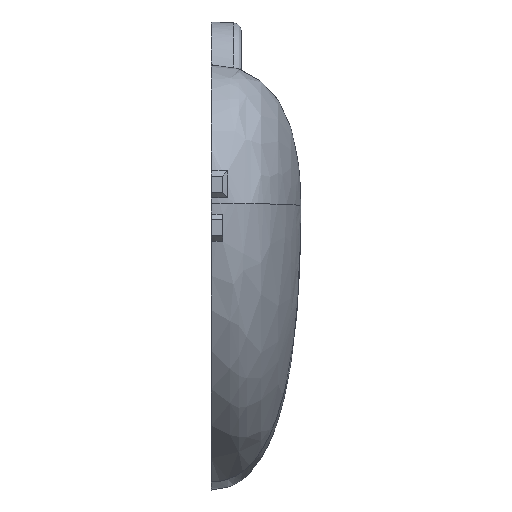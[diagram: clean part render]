
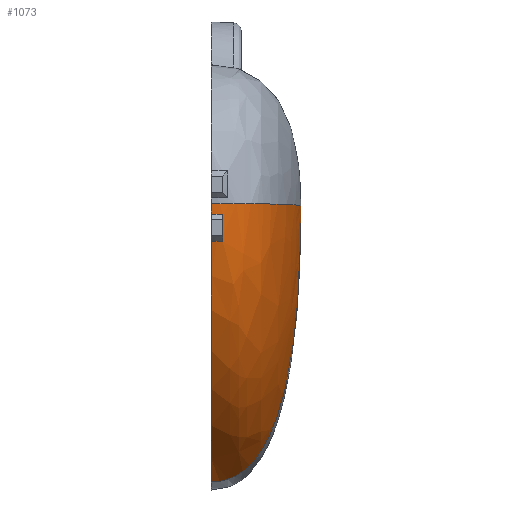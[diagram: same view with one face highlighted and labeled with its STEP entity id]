
A CAD part, front view. The second image highlights one B-rep face of the part: STEP entity #1073.
In plain terms, the highlighted free-form (B-spline) face has degree [3, 3] with [11, 4] control points.
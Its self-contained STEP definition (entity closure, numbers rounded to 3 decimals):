
#952 = VERTEX_POINT('',#953);
#953 = CARTESIAN_POINT('',(0.408,-136.031,4.48)
  );
#963 = EDGE_CURVE('',#952,#964,#966,.T.);
#964 = VERTEX_POINT('',#965);
#965 = CARTESIAN_POINT('',(-1.44,-136.215,
    4.48));
#966 = B_SPLINE_CURVE_WITH_KNOTS('',3,(#967,#968,#969,#970),
  .UNSPECIFIED.,.F.,.F.,(4,4),(0.053,0.131),
  .PIECEWISE_BEZIER_KNOTS.);
#967 = CARTESIAN_POINT('',(0.408,-136.031,4.48)
  );
#968 = CARTESIAN_POINT('',(-0.197,-136.156,
    4.48));
#969 = CARTESIAN_POINT('',(-0.814,-136.215,
    4.48));
#970 = CARTESIAN_POINT('',(-1.44,-136.215,
    4.48));
#1010 = EDGE_CURVE('',#1011,#1013,#1015,.T.);
#1011 = VERTEX_POINT('',#1012);
#1012 = CARTESIAN_POINT('',(0.408,-135.468,
    0.983));
#1013 = VERTEX_POINT('',#1014);
#1014 = CARTESIAN_POINT('',(0.408,-135.915,3.623
    ));
#1015 = B_SPLINE_CURVE_WITH_KNOTS('',3,(#1016,#1017,#1018,#1019),
  .UNSPECIFIED.,.F.,.F.,(4,4),(0.051,0.163),
  .PIECEWISE_BEZIER_KNOTS.);
#1016 = CARTESIAN_POINT('',(0.408,-135.468,
    0.983));
#1017 = CARTESIAN_POINT('',(0.408,-135.639,
    1.859));
#1018 = CARTESIAN_POINT('',(0.408,-135.789,
    2.74));
#1019 = CARTESIAN_POINT('',(0.408,-135.915,3.623
    ));
#1021 = EDGE_CURVE('',#952,#1013,#1022,.T.);
#1022 = B_SPLINE_CURVE_WITH_KNOTS('',3,(#1023,#1024,#1025,#1026),
  .UNSPECIFIED.,.F.,.F.,(4,4),(-0.332,-0.296),
  .PIECEWISE_BEZIER_KNOTS.);
#1023 = CARTESIAN_POINT('',(0.408,-136.03,
    4.48));
#1024 = CARTESIAN_POINT('',(0.408,-135.994,
    4.196));
#1025 = CARTESIAN_POINT('',(0.408,-135.955,
    3.911));
#1026 = CARTESIAN_POINT('',(0.408,-135.913,
    3.623));
#1051 = VERTEX_POINT('',#1052);
#1052 = CARTESIAN_POINT('',(0.408,-135.295,
    0.136));
#1062 = EDGE_CURVE('',#1011,#1051,#1063,.T.);
#1063 = B_SPLINE_CURVE_WITH_KNOTS('',3,(#1064,#1065,#1066,#1067),
  .UNSPECIFIED.,.F.,.F.,(4,4),(-0.383,-0.347),
  .PIECEWISE_BEZIER_KNOTS.);
#1064 = CARTESIAN_POINT('',(0.408,-135.464,
    0.983));
#1065 = CARTESIAN_POINT('',(0.408,-135.408,
    0.702));
#1066 = CARTESIAN_POINT('',(0.408,-135.351,
    0.419));
#1067 = CARTESIAN_POINT('',(0.408,-135.29,
    0.136));
#1073 = ADVANCED_FACE('',(#1074),#1121,.F.);
#1074 = FACE_BOUND('',#1075,.F.);
#1075 = EDGE_LOOP('',(#1076,#1084,#1093,#1102,#1110,#1117,#1118,#1119,
    #1120));
#1076 = ORIENTED_EDGE('',*,*,#1077,.T.);
#1077 = EDGE_CURVE('',#964,#1078,#1080,.T.);
#1078 = VERTEX_POINT('',#1079);
#1079 = CARTESIAN_POINT('',(-1.44,-136.403,
    6.181));
#1080 = ( BOUNDED_CURVE() B_SPLINE_CURVE(2,(#1081,#1082,#1083),
.UNSPECIFIED.,.F.,.F.) B_SPLINE_CURVE_WITH_KNOTS((3,3),(1.096,
1.129),.PIECEWISE_BEZIER_KNOTS.) CURVE() 
GEOMETRIC_REPRESENTATION_ITEM() RATIONAL_B_SPLINE_CURVE((1.,
1.,1.)) REPRESENTATION_ITEM('') );
#1081 = CARTESIAN_POINT('',(-1.44,-136.215,
    4.48));
#1082 = CARTESIAN_POINT('',(-1.44,-136.323,
    5.329));
#1083 = CARTESIAN_POINT('',(-1.44,-136.403,
    6.181));
#1084 = ORIENTED_EDGE('',*,*,#1085,.T.);
#1085 = EDGE_CURVE('',#1078,#1086,#1088,.T.);
#1086 = VERTEX_POINT('',#1087);
#1087 = CARTESIAN_POINT('',(12.959,-94.493,
    5.783));
#1088 = B_SPLINE_CURVE_WITH_KNOTS('',3,(#1089,#1090,#1091,#1092),
  .UNSPECIFIED.,.F.,.F.,(4,4),(0.,1.),.PIECEWISE_BEZIER_KNOTS.);
#1089 = CARTESIAN_POINT('',(-1.44,-136.403,
    6.181));
#1090 = CARTESIAN_POINT('',(8.16,-136.403,
    6.181));
#1091 = CARTESIAN_POINT('',(12.959,-122.433,
    6.048));
#1092 = CARTESIAN_POINT('',(12.959,-94.493,
    5.783));
#1093 = ORIENTED_EDGE('',*,*,#1094,.F.);
#1094 = EDGE_CURVE('',#1095,#1086,#1097,.T.);
#1095 = VERTEX_POINT('',#1096);
#1096 = CARTESIAN_POINT('',(-1.44,-101.872,
    -38.515));
#1097 = B_SPLINE_CURVE_WITH_KNOTS('',3,(#1098,#1099,#1100,#1101),
  .UNSPECIFIED.,.F.,.F.,(4,4),(0.,1.),.PIECEWISE_BEZIER_KNOTS.);
#1098 = CARTESIAN_POINT('',(-1.44,-101.872,
    -38.515));
#1099 = CARTESIAN_POINT('',(8.16,-101.872,
    -38.515));
#1100 = CARTESIAN_POINT('',(12.959,-99.412,
    -23.749));
#1101 = CARTESIAN_POINT('',(12.959,-94.493,
    5.783));
#1102 = ORIENTED_EDGE('',*,*,#1103,.T.);
#1103 = EDGE_CURVE('',#1095,#1104,#1106,.T.);
#1104 = VERTEX_POINT('',#1105);
#1105 = CARTESIAN_POINT('',(-1.44,-135.481,
    0.137));
#1106 = ( BOUNDED_CURVE() B_SPLINE_CURVE(2,(#1107,#1108,#1109),
.UNSPECIFIED.,.F.,.F.) B_SPLINE_CURVE_WITH_KNOTS((3,3),(0.,
1.013),.PIECEWISE_BEZIER_KNOTS.) CURVE() 
GEOMETRIC_REPRESENTATION_ITEM() RATIONAL_B_SPLINE_CURVE((1.,
0.874,1.)) REPRESENTATION_ITEM('') );
#1107 = CARTESIAN_POINT('',(-1.44,-101.872,
    -38.515));
#1108 = CARTESIAN_POINT('',(-1.44,-129.396,
    -28.51));
#1109 = CARTESIAN_POINT('',(-1.44,-135.481,
    0.137));
#1110 = ORIENTED_EDGE('',*,*,#1111,.T.);
#1111 = EDGE_CURVE('',#1104,#1051,#1112,.T.);
#1112 = B_SPLINE_CURVE_WITH_KNOTS('',3,(#1113,#1114,#1115,#1116),
  .UNSPECIFIED.,.F.,.F.,(4,4),(0.,0.08),
  .PIECEWISE_BEZIER_KNOTS.);
#1113 = CARTESIAN_POINT('',(-1.44,-135.481,
    0.137));
#1114 = CARTESIAN_POINT('',(-0.813,-135.481,
    0.137));
#1115 = CARTESIAN_POINT('',(-0.196,-135.421,
    0.137));
#1116 = CARTESIAN_POINT('',(0.408,-135.295,
    0.136));
#1117 = ORIENTED_EDGE('',*,*,#1062,.F.);
#1118 = ORIENTED_EDGE('',*,*,#1010,.T.);
#1119 = ORIENTED_EDGE('',*,*,#1021,.F.);
#1120 = ORIENTED_EDGE('',*,*,#963,.T.);
#1121 = B_SPLINE_SURFACE_WITH_KNOTS('',3,3,(
    (#1122,#1123,#1124,#1125)
    ,(#1126,#1127,#1128,#1129)
    ,(#1130,#1131,#1132,#1133)
    ,(#1134,#1135,#1136,#1137)
    ,(#1138,#1139,#1140,#1141)
    ,(#1142,#1143,#1144,#1145)
    ,(#1146,#1147,#1148,#1149)
    ,(#1150,#1151,#1152,#1153)
    ,(#1154,#1155,#1156,#1157)
    ,(#1158,#1159,#1160,#1161)
    ,(#1162,#1163,#1164,#1165
    )),.UNSPECIFIED.,.F.,.F.,.F.,(4,1,1,1,1,1,1,1,4),(4,4),(0.,
    0.167,0.25,0.417,0.5,0.583,0.75,
    0.833,1.),(0.,1.),.UNSPECIFIED.);
#1122 = CARTESIAN_POINT('',(-1.44,-101.872,
    -38.515));
#1123 = CARTESIAN_POINT('',(8.16,-101.872,
    -38.515));
#1124 = CARTESIAN_POINT('',(12.959,-99.412,
    -23.749));
#1125 = CARTESIAN_POINT('',(12.959,-94.493,
    5.783));
#1126 = CARTESIAN_POINT('',(-1.44,-102.658,
    -38.23));
#1127 = CARTESIAN_POINT('',(8.16,-102.658,
    -38.23));
#1128 = CARTESIAN_POINT('',(12.959,-99.934,
    -23.557));
#1129 = CARTESIAN_POINT('',(12.959,-94.493,
    5.783));
#1130 = CARTESIAN_POINT('',(-1.44,-105.005,
    -37.362));
#1131 = CARTESIAN_POINT('',(8.16,-105.005,
    -37.362));
#1132 = CARTESIAN_POINT('',(12.959,-101.502,
    -22.98));
#1133 = CARTESIAN_POINT('',(12.959,-94.493,
    5.783));
#1134 = CARTESIAN_POINT('',(-1.44,-110.795,
    -34.445));
#1135 = CARTESIAN_POINT('',(8.16,-110.795,
    -34.445));
#1136 = CARTESIAN_POINT('',(12.959,-105.361,
    -21.035));
#1137 = CARTESIAN_POINT('',(12.959,-94.493,
    5.783));
#1138 = CARTESIAN_POINT('',(-1.44,-116.442,
    -30.717));
#1139 = CARTESIAN_POINT('',(8.16,-116.442,
    -30.717));
#1140 = CARTESIAN_POINT('',(12.959,-109.127,
    -18.552));
#1141 = CARTESIAN_POINT('',(12.959,-94.493,
    5.783));
#1142 = CARTESIAN_POINT('',(-1.44,-122.05,
    -25.479));
#1143 = CARTESIAN_POINT('',(8.16,-122.05,
    -25.479));
#1144 = CARTESIAN_POINT('',(12.959,-112.865,
    -15.058));
#1145 = CARTESIAN_POINT('',(12.959,-94.493,
    5.783));
#1146 = CARTESIAN_POINT('',(-1.44,-127.315,
    -19.343));
#1147 = CARTESIAN_POINT('',(8.16,-127.315,
    -19.343));
#1148 = CARTESIAN_POINT('',(12.959,-116.375,
    -10.968));
#1149 = CARTESIAN_POINT('',(12.959,-94.493,
    5.783));
#1150 = CARTESIAN_POINT('',(-1.44,-131.585,
    -12.076));
#1151 = CARTESIAN_POINT('',(8.16,-131.585,
    -12.076));
#1152 = CARTESIAN_POINT('',(12.959,-119.222,
    -6.122));
#1153 = CARTESIAN_POINT('',(12.959,-94.493,
    5.783));
#1154 = CARTESIAN_POINT('',(-1.44,-135.088,
    -2.611));
#1155 = CARTESIAN_POINT('',(8.16,-135.088,
    -2.611));
#1156 = CARTESIAN_POINT('',(12.959,-121.556,0.187)
  );
#1157 = CARTESIAN_POINT('',(12.959,-94.493,
    5.783));
#1158 = CARTESIAN_POINT('',(-1.44,-136.095,
    2.899));
#1159 = CARTESIAN_POINT('',(8.16,-136.095,
    2.899));
#1160 = CARTESIAN_POINT('',(12.959,-122.233,
    3.861));
#1161 = CARTESIAN_POINT('',(12.959,-94.493,
    5.783));
#1162 = CARTESIAN_POINT('',(-1.44,-136.403,
    6.181));
#1163 = CARTESIAN_POINT('',(8.16,-136.403,
    6.181));
#1164 = CARTESIAN_POINT('',(12.959,-122.433,
    6.048));
#1165 = CARTESIAN_POINT('',(12.959,-94.493,
    5.783));
